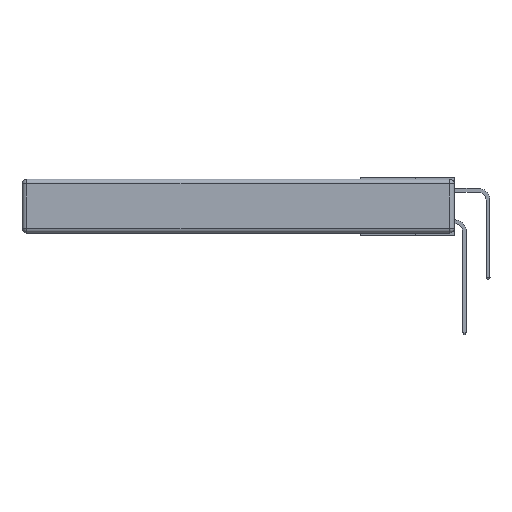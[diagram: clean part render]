
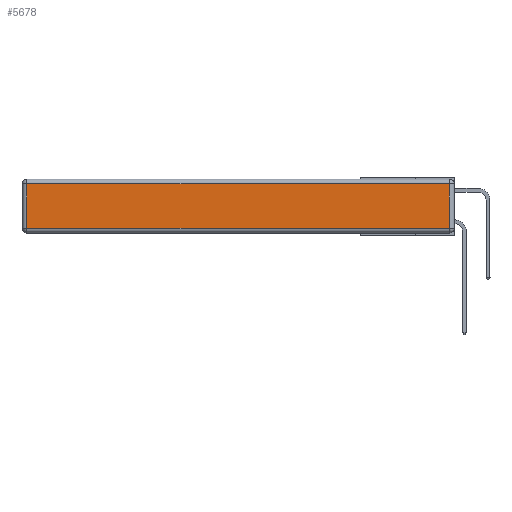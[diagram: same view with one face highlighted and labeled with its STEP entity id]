
A CAD part, left-side view. The second image highlights one B-rep face of the part: STEP entity #5678.
In plain terms, the highlighted planar face has unit normal (-1, 0, 0).
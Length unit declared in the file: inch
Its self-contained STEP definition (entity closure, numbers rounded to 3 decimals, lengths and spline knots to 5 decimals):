
#475 = LINE ( 'NONE', #2726, #14132 ) ;
#1929 = LINE ( 'NONE', #5828, #9145 ) ;
#1970 = DIRECTION ( 'NONE',  ( 0., -1., 0. ) ) ;
#2224 = CARTESIAN_POINT ( 'NONE',  ( 0., 2.72, -0.343 ) ) ;
#2726 = CARTESIAN_POINT ( 'NONE',  ( 0., 0.03, -0.343 ) ) ;
#3171 = DIRECTION ( 'NONE',  ( -1., 0., 0. ) ) ;
#3347 = CARTESIAN_POINT ( 'NONE',  ( 0., 0., -0.313 ) ) ;
#3640 = ORIENTED_EDGE ( 'NONE', *, *, #16498, .T. ) ;
#3823 = EDGE_CURVE ( 'NONE', #14704, #14711, #5824, .T. ) ;
#5274 = EDGE_CURVE ( 'NONE', #16551, #11725, #475, .T. ) ;
#5617 = VECTOR ( 'NONE', #8626, 39.37008 ) ;
#5678 = ADVANCED_FACE ( 'NONE', ( #10571 ), #15097, .T. ) ;
#5824 = LINE ( 'NONE', #2224, #5617 ) ;
#5828 = CARTESIAN_POINT ( 'NONE',  ( 0., 2.75, -0.03 ) ) ;
#8425 = CARTESIAN_POINT ( 'NONE',  ( 0., 0., -0.343 ) ) ;
#8438 = CARTESIAN_POINT ( 'NONE',  ( 0., 0.03, -0.313 ) ) ;
#8626 = DIRECTION ( 'NONE',  ( 0., 0., -1. ) ) ;
#8798 = ORIENTED_EDGE ( 'NONE', *, *, #16541, .T. ) ;
#9145 = VECTOR ( 'NONE', #11220, 39.37008 ) ;
#9252 = DIRECTION ( 'NONE',  ( 0., 0., 1. ) ) ;
#9357 = VECTOR ( 'NONE', #1970, 39.37008 ) ;
#9795 = AXIS2_PLACEMENT_3D ( 'NONE', #8425, #3171, #11210 ) ;
#10571 = FACE_OUTER_BOUND ( 'NONE', #16001, .T. ) ;
#11210 = DIRECTION ( 'NONE',  ( 0., 0., 1. ) ) ;
#11220 = DIRECTION ( 'NONE',  ( 0., 1., 0. ) ) ;
#11725 = VERTEX_POINT ( 'NONE', #13681 ) ;
#12316 = ORIENTED_EDGE ( 'NONE', *, *, #5274, .T. ) ;
#13681 = CARTESIAN_POINT ( 'NONE',  ( 0., 0.03, -0.03 ) ) ;
#14132 = VECTOR ( 'NONE', #9252, 39.37008 ) ;
#14704 = VERTEX_POINT ( 'NONE', #15396 ) ;
#14711 = VERTEX_POINT ( 'NONE', #15282 ) ;
#14934 = ORIENTED_EDGE ( 'NONE', *, *, #3823, .T. ) ;
#15097 = PLANE ( 'NONE',  #9795 ) ;
#15282 = CARTESIAN_POINT ( 'NONE',  ( 0., 2.72, -0.313 ) ) ;
#15396 = CARTESIAN_POINT ( 'NONE',  ( 0., 2.72, -0.03 ) ) ;
#16001 = EDGE_LOOP ( 'NONE', ( #3640, #12316, #8798, #14934 ) ) ;
#16498 = EDGE_CURVE ( 'NONE', #14711, #16551, #16622, .T. ) ;
#16541 = EDGE_CURVE ( 'NONE', #11725, #14704, #1929, .T. ) ;
#16551 = VERTEX_POINT ( 'NONE', #8438 ) ;
#16622 = LINE ( 'NONE', #3347, #9357 ) ;
